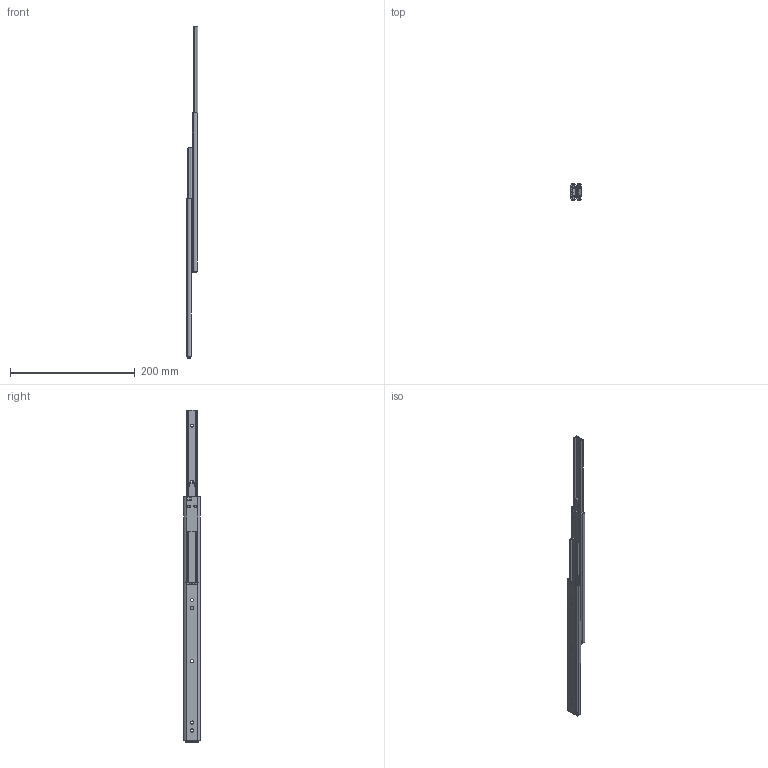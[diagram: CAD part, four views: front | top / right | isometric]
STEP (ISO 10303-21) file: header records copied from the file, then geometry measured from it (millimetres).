
FILE_DESCRIPTION (( 'STEP AP203' ), '1' );
FILE_NAME ('2736-10.STEP', '2021-01-28T00:33:12', ( '' ), ( '' ), 'SwSTEP 2.0', 'SolidWorks 2019', '' );
FILE_SCHEMA (( 'CONFIG_CONTROL_DESIGN' ));
Length unit declared in the file: millimetre
Products named in the file (8): IM-B 2736-10; IM-A 2736-10; SBP804; SBP806 リードイン; OM-A 2736-10; 2736-10; SBP807（バネ圧縮）; OM-B 2736-10
Assembly tree (8 placements, depth 2):
  2736-10
    OM-A 2736-10
    IM-A 2736-10
    OM-B 2736-10
    SBP804  x2
    SBP806 リードイン
    IM-B 2736-10
    SBP807（バネ圧縮）
Bounding box: 19 x 27 x 532.6 mm (x, y, z)
Volume: 48303 mm3; surface area: 68289.3 mm2
Topology: 8 solids, 8 shells, 360 faces, 975 edges, 618 vertices
Faces by surface type: cylinder 182, plane 158, sphere 16, torus 4
Entity records: 11637 total; most frequent: CARTESIAN_POINT 2146, DIRECTION 1853, ORIENTED_EDGE 1798, EDGE_CURVE 899, AXIS2_PLACEMENT_3D 669, VERTEX_POINT 586, LINE 515, VECTOR 515
